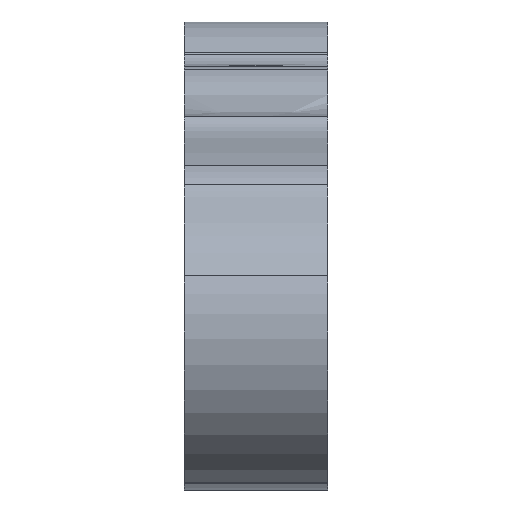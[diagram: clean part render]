
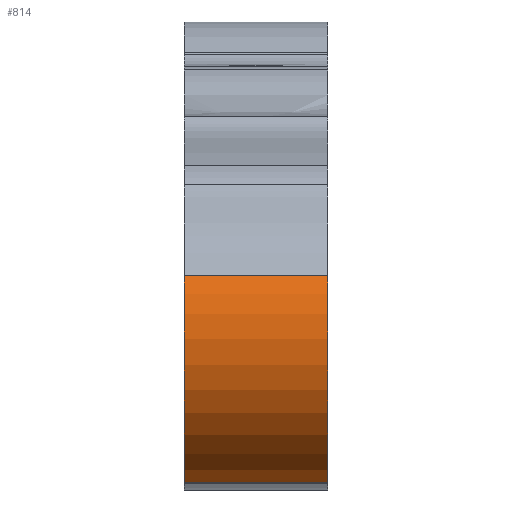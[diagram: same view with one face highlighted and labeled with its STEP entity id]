
A CAD part, left-side view. The second image highlights one B-rep face of the part: STEP entity #814.
In plain terms, the highlighted free-form (B-spline) face has degree [3, 1] with [4, 2] control points.
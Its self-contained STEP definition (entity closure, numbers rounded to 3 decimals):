
#18 = DIRECTION ( 'NONE',  ( 0., -1., 0. ) ) ;
#42 = EDGE_LOOP ( 'NONE', ( #163, #68, #227, #1145 ) ) ;
#68 = ORIENTED_EDGE ( 'NONE', *, *, #129, .F. ) ;
#73 = CARTESIAN_POINT ( 'NONE',  ( -169.634, 0., -29.588 ) ) ;
#99 = VECTOR ( 'NONE', #342, 1000. ) ;
#129 = EDGE_CURVE ( 'NONE', #1155, #352, #423, .T. ) ;
#136 = CARTESIAN_POINT ( 'NONE',  ( -133.399, 39., -65.246 ) ) ;
#163 = ORIENTED_EDGE ( 'NONE', *, *, #1281, .T. ) ;
#227 = ORIENTED_EDGE ( 'NONE', *, *, #715, .F. ) ;
#235 = CARTESIAN_POINT ( 'NONE',  ( -160.695, 39., -8.939 ) ) ;
#291 = CARTESIAN_POINT ( 'NONE',  ( -160.695, 0., -8.939 ) ) ;
#342 = DIRECTION ( 'NONE',  ( 0., -1., 0. ) ) ;
#352 = VERTEX_POINT ( 'NONE', #943 ) ;
#423 = LINE ( 'NONE', #1374, #816 ) ;
#471 = FACE_OUTER_BOUND ( 'NONE', #42, .T. ) ;
#487 = CARTESIAN_POINT ( 'NONE',  ( -169.634, 39., -29.588 ) ) ;
#493 = EDGE_CURVE ( 'NONE', #828, #1272, #811, .T. ) ;
#593 = CARTESIAN_POINT ( 'NONE',  ( -169.634, 0., -29.588 ) ) ;
#639 = CARTESIAN_POINT ( 'NONE',  ( -133.399, 39., -65.246 ) ) ;
#693 = CARTESIAN_POINT ( 'NONE',  ( -133.399, 0., -65.246 ) ) ;
#715 = EDGE_CURVE ( 'NONE', #828, #1155, #1271, .T. ) ;
#811 = LINE ( 'NONE', #136, #99 ) ;
#813 = B_SPLINE_SURFACE_WITH_KNOTS ( 'NONE', 3, 1, ( 
 ( #639, #693 ),
 ( #1337, #1452 ),
 ( #1366, #593 ),
 ( #235, #291 ) ),
 .UNSPECIFIED., .F., .F., .F.,
 ( 4, 4 ),
 ( 2, 2 ),
 ( 0.645, 0.677 ),
 ( 0., 1. ),
 .UNSPECIFIED. ) ;
#814 = ADVANCED_FACE ( 'NONE', ( #471 ), #813, .F. ) ;
#816 = VECTOR ( 'NONE', #18, 1000. ) ;
#828 = VERTEX_POINT ( 'NONE', #1289 ) ;
#856 = CARTESIAN_POINT ( 'NONE',  ( -160.695, 39., -8.939 ) ) ;
#943 = CARTESIAN_POINT ( 'NONE',  ( -160.695, 0., -8.939 ) ) ;
#1018 = B_SPLINE_CURVE_WITH_KNOTS ( 'NONE', 3,
 ( #1154, #1553, #73, #1300 ),
 .UNSPECIFIED., .F., .F.,
 ( 4, 4 ),
 ( 0.645, 0.677 ),
 .UNSPECIFIED. ) ;
#1044 = CARTESIAN_POINT ( 'NONE',  ( -159.284, 39., -56.481 ) ) ;
#1145 = ORIENTED_EDGE ( 'NONE', *, *, #493, .T. ) ;
#1154 = CARTESIAN_POINT ( 'NONE',  ( -133.399, 0., -65.246 ) ) ;
#1155 = VERTEX_POINT ( 'NONE', #856 ) ;
#1271 = B_SPLINE_CURVE_WITH_KNOTS ( 'NONE', 3,
 ( #1286, #1044, #487, #1308 ),
 .UNSPECIFIED., .F., .F.,
 ( 4, 4 ),
 ( 0.645, 0.677 ),
 .UNSPECIFIED. ) ;
#1272 = VERTEX_POINT ( 'NONE', #1497 ) ;
#1281 = EDGE_CURVE ( 'NONE', #1272, #352, #1018, .T. ) ;
#1286 = CARTESIAN_POINT ( 'NONE',  ( -133.399, 39., -65.246 ) ) ;
#1289 = CARTESIAN_POINT ( 'NONE',  ( -133.399, 39., -65.246 ) ) ;
#1300 = CARTESIAN_POINT ( 'NONE',  ( -160.695, 0., -8.939 ) ) ;
#1308 = CARTESIAN_POINT ( 'NONE',  ( -160.695, 39., -8.939 ) ) ;
#1337 = CARTESIAN_POINT ( 'NONE',  ( -159.284, 39., -56.481 ) ) ;
#1366 = CARTESIAN_POINT ( 'NONE',  ( -169.634, 39., -29.588 ) ) ;
#1374 = CARTESIAN_POINT ( 'NONE',  ( -160.695, 39., -8.939 ) ) ;
#1452 = CARTESIAN_POINT ( 'NONE',  ( -159.284, 0., -56.481 ) ) ;
#1497 = CARTESIAN_POINT ( 'NONE',  ( -133.399, 0., -65.246 ) ) ;
#1553 = CARTESIAN_POINT ( 'NONE',  ( -159.284, 0., -56.481 ) ) ;
